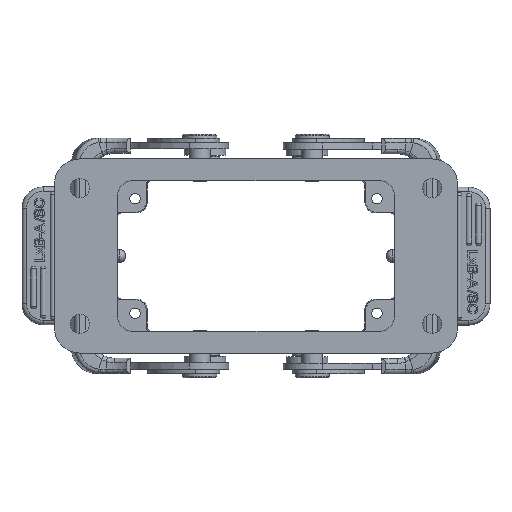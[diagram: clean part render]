
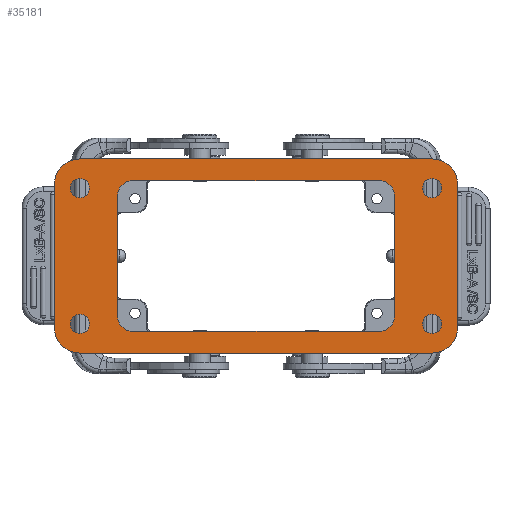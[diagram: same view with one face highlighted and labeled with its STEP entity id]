
A CAD part, front view. The second image highlights one B-rep face of the part: STEP entity #35181.
In plain terms, the highlighted planar face has unit normal (0, -1, 0).
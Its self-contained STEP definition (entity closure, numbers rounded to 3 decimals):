
#5892=DIRECTION('',(1.,0.,0.));
#5893=VECTOR('',#5892,58.177);
#5894=CARTESIAN_POINT('',(18.412,0.,-5.096));
#5895=LINE('',#5894,#5893);
#5904=DIRECTION('',(0.,0.,1.));
#5905=VECTOR('',#5904,28.577);
#5906=CARTESIAN_POINT('',(14.912,0.,-37.172));
#5907=LINE('',#5906,#5905);
#5920=DIRECTION('',(-1.,0.,0.));
#5921=VECTOR('',#5920,58.177);
#5922=CARTESIAN_POINT('',(76.588,0.,-40.672));
#5923=LINE('',#5922,#5921);
#5936=DIRECTION('',(0.,0.,-1.));
#5937=VECTOR('',#5936,28.577);
#5938=CARTESIAN_POINT('',(80.088,0.,-8.596));
#5939=LINE('',#5938,#5937);
#5952=DIRECTION('',(-1.,0.,0.));
#5953=VECTOR('',#5952,83.001);
#5954=CARTESIAN_POINT('',(89.001,0.,
-45.768));
#5955=LINE('',#5954,#5953);
#5956=CARTESIAN_POINT('',(5.999,0.,
-39.769));
#5957=DIRECTION('',(0.,1.,0.));
#5958=DIRECTION('',(0.,0.,-1.));
#5959=AXIS2_PLACEMENT_3D('',#5956,#5957,#5958);
#5961=DIRECTION('',(0.,0.,1.));
#5962=VECTOR('',#5961,33.769);
#5963=CARTESIAN_POINT('',(0.,0.,-39.769));
#5964=LINE('',#5963,#5962);
#5965=CARTESIAN_POINT('',(5.999,0.,-5.999));
#5966=DIRECTION('',(0.,1.,0.));
#5967=DIRECTION('',(-1.,0.,0.));
#5968=AXIS2_PLACEMENT_3D('',#5965,#5966,#5967);
#5970=DIRECTION('',(1.,0.,0.));
#5971=VECTOR('',#5970,83.001);
#5972=CARTESIAN_POINT('',(5.999,0.,0.));
#5973=LINE('',#5972,#5971);
#5974=CARTESIAN_POINT('',(89.001,0.,-5.999));
#5975=DIRECTION('',(0.,1.,0.));
#5976=DIRECTION('',(0.,0.,1.));
#5977=AXIS2_PLACEMENT_3D('',#5974,#5975,#5976);
#5979=DIRECTION('',(0.,0.,-1.));
#5980=VECTOR('',#5979,33.769);
#5981=CARTESIAN_POINT('',(95.,0.,
-5.999));
#5982=LINE('',#5981,#5980);
#5983=CARTESIAN_POINT('',(89.001,0.,-39.769));
#5984=DIRECTION('',(0.,1.,0.));
#5985=DIRECTION('',(1.,0.,0.));
#5986=AXIS2_PLACEMENT_3D('',#5983,#5984,#5985);
#5988=CARTESIAN_POINT('',(89.,0.,-6.884));
#5989=DIRECTION('',(0.,-1.,0.));
#5990=DIRECTION('',(-1.,0.,0.));
#5991=AXIS2_PLACEMENT_3D('',#5988,#5989,#5990);
#5993=CARTESIAN_POINT('',(89.,0.,-6.884));
#5994=DIRECTION('',(0.,-1.,0.));
#5995=DIRECTION('',(1.,0.,0.));
#5996=AXIS2_PLACEMENT_3D('',#5993,#5994,#5995);
#5998=CARTESIAN_POINT('',(89.,0.,-38.884));
#5999=DIRECTION('',(0.,-1.,0.));
#6000=DIRECTION('',(-1.,0.,0.));
#6001=AXIS2_PLACEMENT_3D('',#5998,#5999,#6000);
#6003=CARTESIAN_POINT('',(89.,0.,-38.884));
#6004=DIRECTION('',(0.,-1.,0.));
#6005=DIRECTION('',(1.,0.,0.));
#6006=AXIS2_PLACEMENT_3D('',#6003,#6004,#6005);
#6008=CARTESIAN_POINT('',(6.,0.,-6.884));
#6009=DIRECTION('',(0.,-1.,0.));
#6010=DIRECTION('',(-1.,0.,0.));
#6011=AXIS2_PLACEMENT_3D('',#6008,#6009,#6010);
#6013=CARTESIAN_POINT('',(6.,0.,-6.884));
#6014=DIRECTION('',(0.,-1.,0.));
#6015=DIRECTION('',(1.,0.,0.));
#6016=AXIS2_PLACEMENT_3D('',#6013,#6014,#6015);
#6018=CARTESIAN_POINT('',(6.,0.,-38.884));
#6019=DIRECTION('',(0.,-1.,0.));
#6020=DIRECTION('',(-1.,0.,0.));
#6021=AXIS2_PLACEMENT_3D('',#6018,#6019,#6020);
#6023=CARTESIAN_POINT('',(6.,0.,-38.884));
#6024=DIRECTION('',(0.,-1.,0.));
#6025=DIRECTION('',(1.,0.,0.));
#6026=AXIS2_PLACEMENT_3D('',#6023,#6024,#6025);
#6028=CARTESIAN_POINT('',(18.411,0.,-8.595));
#6029=DIRECTION('',(0.,-1.,0.));
#6030=DIRECTION('',(0.,0.,1.));
#6031=AXIS2_PLACEMENT_3D('',#6028,#6029,#6030);
#6033=CARTESIAN_POINT('',(18.411,0.,-37.173));
#6034=DIRECTION('',(0.,-1.,0.));
#6035=DIRECTION('',(-1.,0.,0.));
#6036=AXIS2_PLACEMENT_3D('',#6033,#6034,#6035);
#6038=CARTESIAN_POINT('',(76.589,0.,-37.173));
#6039=DIRECTION('',(0.,-1.,0.));
#6040=DIRECTION('',(0.,0.,-1.));
#6041=AXIS2_PLACEMENT_3D('',#6038,#6039,#6040);
#6043=CARTESIAN_POINT('',(76.589,0.,-8.595));
#6044=DIRECTION('',(0.,-1.,0.));
#6045=DIRECTION('',(1.,0.,0.));
#6046=AXIS2_PLACEMENT_3D('',#6043,#6044,#6045);
#21007=CARTESIAN_POINT('',(89.001,0.,
-45.768));
#21008=CARTESIAN_POINT('',(5.999,0.,
-45.768));
#21009=VERTEX_POINT('',#21007);
#21010=VERTEX_POINT('',#21008);
#21011=CARTESIAN_POINT('',(0.,0.,-39.769));
#21012=VERTEX_POINT('',#21011);
#21013=CARTESIAN_POINT('',(0.,0.,-5.999));
#21014=VERTEX_POINT('',#21013);
#21015=CARTESIAN_POINT('',(5.999,0.,0.));
#21016=VERTEX_POINT('',#21015);
#21017=CARTESIAN_POINT('',(89.001,0.,0.));
#21018=VERTEX_POINT('',#21017);
#21019=CARTESIAN_POINT('',(95.,0.,
-5.999));
#21020=VERTEX_POINT('',#21019);
#21021=CARTESIAN_POINT('',(95.,0.,-39.769));
#21022=VERTEX_POINT('',#21021);
#21023=CARTESIAN_POINT('',(86.75,0.,-6.884));
#21024=CARTESIAN_POINT('',(91.25,0.,-6.884));
#21025=VERTEX_POINT('',#21023);
#21026=VERTEX_POINT('',#21024);
#21027=CARTESIAN_POINT('',(86.75,0.,-38.884));
#21028=CARTESIAN_POINT('',(91.25,0.,-38.884));
#21029=VERTEX_POINT('',#21027);
#21030=VERTEX_POINT('',#21028);
#21031=CARTESIAN_POINT('',(3.75,0.,-6.884));
#21032=CARTESIAN_POINT('',(8.25,0.,-6.884));
#21033=VERTEX_POINT('',#21031);
#21034=VERTEX_POINT('',#21032);
#21035=CARTESIAN_POINT('',(3.75,0.,-38.884));
#21036=CARTESIAN_POINT('',(8.25,0.,-38.884));
#21037=VERTEX_POINT('',#21035);
#21038=VERTEX_POINT('',#21036);
#21039=CARTESIAN_POINT('',(18.412,0.,-5.096));
#21040=CARTESIAN_POINT('',(76.589,0.,-5.096));
#21041=VERTEX_POINT('',#21039);
#21042=VERTEX_POINT('',#21040);
#21043=CARTESIAN_POINT('',(14.912,0.,-8.596));
#21044=VERTEX_POINT('',#21043);
#21045=CARTESIAN_POINT('',(14.912,0.,-37.172));
#21046=VERTEX_POINT('',#21045);
#21047=CARTESIAN_POINT('',(18.412,0.,-40.672));
#21048=VERTEX_POINT('',#21047);
#21049=CARTESIAN_POINT('',(76.588,0.,-40.672));
#21050=VERTEX_POINT('',#21049);
#21051=CARTESIAN_POINT('',(80.088,0.,-37.173));
#21052=VERTEX_POINT('',#21051);
#21053=CARTESIAN_POINT('',(80.088,0.,-8.596));
#21054=VERTEX_POINT('',#21053);
#35124=CARTESIAN_POINT('',(47.5,0.,
-22.884));
#35125=DIRECTION('',(0.,1.,0.));
#35126=DIRECTION('',(1.,0.,0.));
#35127=AXIS2_PLACEMENT_3D('',#35124,#35125,#35126);
#35128=PLANE('',#35127);
#35130=ORIENTED_EDGE('',*,*,#35129,.T.);
#35132=ORIENTED_EDGE('',*,*,#35131,.T.);
#35134=ORIENTED_EDGE('',*,*,#35133,.T.);
#35136=ORIENTED_EDGE('',*,*,#35135,.T.);
#35138=ORIENTED_EDGE('',*,*,#35137,.T.);
#35140=ORIENTED_EDGE('',*,*,#35139,.T.);
#35142=ORIENTED_EDGE('',*,*,#35141,.T.);
#35144=ORIENTED_EDGE('',*,*,#35143,.T.);
#35145=EDGE_LOOP('',(#35130,#35132,#35134,#35136,#35138,#35140,#35142,#35144));
#35146=FACE_OUTER_BOUND('',#35145,.F.);
#35148=ORIENTED_EDGE('',*,*,#35147,.T.);
#35150=ORIENTED_EDGE('',*,*,#35149,.T.);
#35151=EDGE_LOOP('',(#35148,#35150));
#35152=FACE_BOUND('',#35151,.F.);
#35154=ORIENTED_EDGE('',*,*,#35153,.T.);
#35156=ORIENTED_EDGE('',*,*,#35155,.T.);
#35157=EDGE_LOOP('',(#35154,#35156));
#35158=FACE_BOUND('',#35157,.F.);
#35160=ORIENTED_EDGE('',*,*,#35159,.T.);
#35162=ORIENTED_EDGE('',*,*,#35161,.T.);
#35163=EDGE_LOOP('',(#35160,#35162));
#35164=FACE_BOUND('',#35163,.F.);
#35166=ORIENTED_EDGE('',*,*,#35165,.T.);
#35168=ORIENTED_EDGE('',*,*,#35167,.T.);
#35169=EDGE_LOOP('',(#35166,#35168));
#35170=FACE_BOUND('',#35169,.F.);
#35171=ORIENTED_EDGE('',*,*,#35020,.F.);
#35172=ORIENTED_EDGE('',*,*,#35035,.T.);
#35173=ORIENTED_EDGE('',*,*,#35049,.F.);
#35174=ORIENTED_EDGE('',*,*,#35063,.T.);
#35175=ORIENTED_EDGE('',*,*,#35077,.F.);
#35176=ORIENTED_EDGE('',*,*,#35091,.T.);
#35177=ORIENTED_EDGE('',*,*,#35105,.F.);
#35178=ORIENTED_EDGE('',*,*,#35118,.T.);
#35179=EDGE_LOOP('',(#35171,#35172,#35173,#35174,#35175,#35176,#35177,#35178));
#35180=FACE_BOUND('',#35179,.F.);
#5960=CIRCLE('',#5959,5.999);
#5969=CIRCLE('',#5968,5.999);
#5978=CIRCLE('',#5977,5.999);
#5987=CIRCLE('',#5986,5.999);
#5992=CIRCLE('',#5991,2.25);
#5997=CIRCLE('',#5996,2.25);
#6002=CIRCLE('',#6001,2.25);
#6007=CIRCLE('',#6006,2.25);
#6012=CIRCLE('',#6011,2.25);
#6017=CIRCLE('',#6016,2.25);
#6022=CIRCLE('',#6021,2.25);
#6027=CIRCLE('',#6026,2.25);
#6032=CIRCLE('',#6031,3.499);
#6037=CIRCLE('',#6036,3.499);
#6042=CIRCLE('',#6041,3.499);
#6047=CIRCLE('',#6046,3.499);
#35020=EDGE_CURVE('',#21041,#21042,#5895,.T.);
#35035=EDGE_CURVE('',#21041,#21044,#6032,.T.);
#35049=EDGE_CURVE('',#21046,#21044,#5907,.T.);
#35063=EDGE_CURVE('',#21046,#21048,#6037,.T.);
#35077=EDGE_CURVE('',#21050,#21048,#5923,.T.);
#35091=EDGE_CURVE('',#21050,#21052,#6042,.T.);
#35105=EDGE_CURVE('',#21054,#21052,#5939,.T.);
#35118=EDGE_CURVE('',#21054,#21042,#6047,.T.);
#35129=EDGE_CURVE('',#21009,#21010,#5955,.T.);
#35131=EDGE_CURVE('',#21010,#21012,#5960,.T.);
#35133=EDGE_CURVE('',#21012,#21014,#5964,.T.);
#35135=EDGE_CURVE('',#21014,#21016,#5969,.T.);
#35137=EDGE_CURVE('',#21016,#21018,#5973,.T.);
#35139=EDGE_CURVE('',#21018,#21020,#5978,.T.);
#35141=EDGE_CURVE('',#21020,#21022,#5982,.T.);
#35143=EDGE_CURVE('',#21022,#21009,#5987,.T.);
#35147=EDGE_CURVE('',#21025,#21026,#5992,.T.);
#35149=EDGE_CURVE('',#21026,#21025,#5997,.T.);
#35153=EDGE_CURVE('',#21029,#21030,#6002,.T.);
#35155=EDGE_CURVE('',#21030,#21029,#6007,.T.);
#35159=EDGE_CURVE('',#21033,#21034,#6012,.T.);
#35161=EDGE_CURVE('',#21034,#21033,#6017,.T.);
#35165=EDGE_CURVE('',#21037,#21038,#6022,.T.);
#35167=EDGE_CURVE('',#21038,#21037,#6027,.T.);
#35181=ADVANCED_FACE('',(#35146,#35152,#35158,#35164,#35170,#35180),#35128,.F.);
